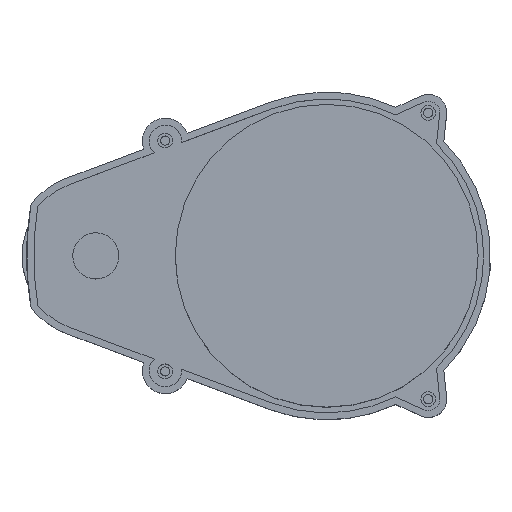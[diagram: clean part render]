
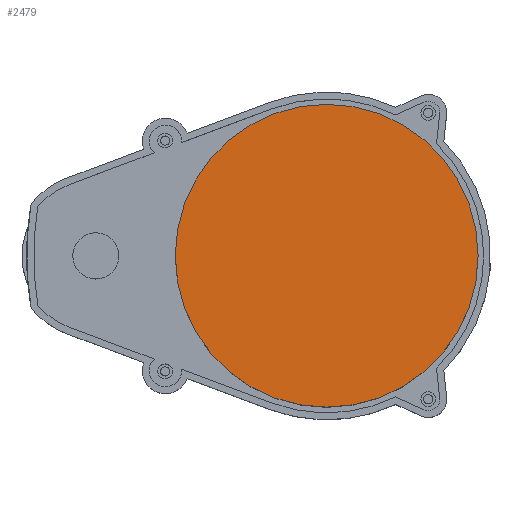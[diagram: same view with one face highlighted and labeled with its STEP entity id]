
A CAD part, top view. The second image highlights one B-rep face of the part: STEP entity #2479.
In plain terms, the highlighted planar face has unit normal (0, 0, 1).
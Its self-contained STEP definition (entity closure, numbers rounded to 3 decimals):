
#174=CIRCLE('',#2692,32.8);
#318=FACE_OUTER_BOUND('',#467,.T.);
#467=EDGE_LOOP('',(#2008));
#1195=VERTEX_POINT('',#3920);
#1492=EDGE_CURVE('',#1195,#1195,#174,.T.);
#2008=ORIENTED_EDGE('',*,*,#1492,.T.);
#2355=PLANE('',#2693);
#2479=ADVANCED_FACE('',(#318),#2355,.T.);
#2692=AXIS2_PLACEMENT_3D('',#3921,#3203,#3204);
#2693=AXIS2_PLACEMENT_3D('',#3923,#3206,#3207);
#3203=DIRECTION('center_axis',(0.,0.,1.));
#3204=DIRECTION('ref_axis',(1.,0.,0.));
#3206=DIRECTION('center_axis',(0.,0.,1.));
#3207=DIRECTION('ref_axis',(1.,0.,0.));
#3920=CARTESIAN_POINT('',(-32.8,0.,32.));
#3921=CARTESIAN_POINT('Origin',(0.,0.,32.));
#3923=CARTESIAN_POINT('Origin',(0.,0.,32.));
